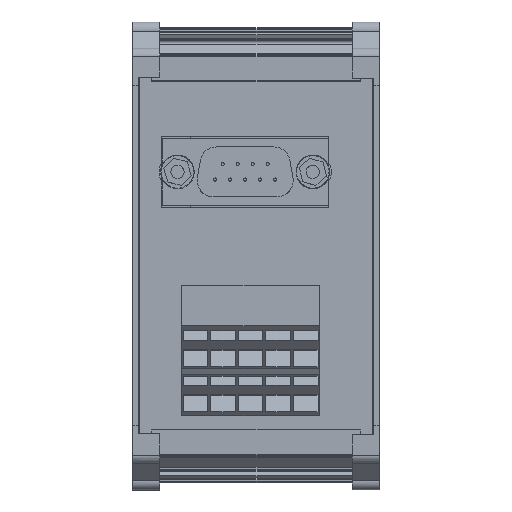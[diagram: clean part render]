
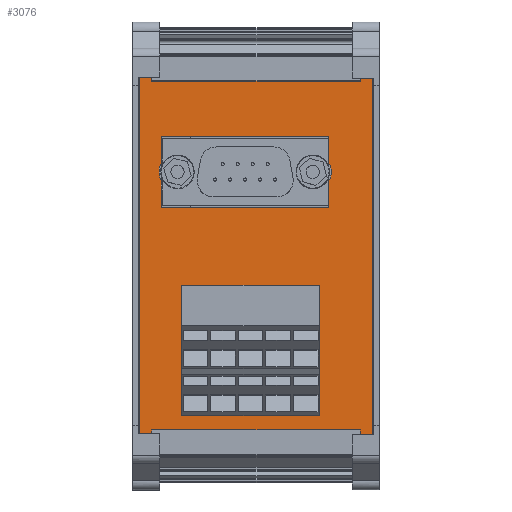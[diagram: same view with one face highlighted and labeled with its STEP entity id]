
A CAD part, top view. The second image highlights one B-rep face of the part: STEP entity #3076.
In plain terms, the highlighted planar face has unit normal (0, 0, 1).
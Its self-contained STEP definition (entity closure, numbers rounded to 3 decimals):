
#2900=AXIS2_PLACEMENT_3D('Plane Axis2P3D',#2897,#2898,#2899) ;
#2723=CARTESIAN_POINT('Vertex',(1.25,10.4,37.052)) ;
#2726=CARTESIAN_POINT('Line Origine',(1.25,43.3,37.052)) ;
#2730=CARTESIAN_POINT('Vertex',(1.25,76.2,37.052)) ;
#2785=CARTESIAN_POINT('Vertex',(42.,9.4,37.052)) ;
#2788=CARTESIAN_POINT('Line Origine',(22.75,9.4,37.052)) ;
#2792=CARTESIAN_POINT('Vertex',(3.5,9.4,37.052)) ;
#2833=CARTESIAN_POINT('Vertex',(44.25,76.,37.052)) ;
#2836=CARTESIAN_POINT('Line Origine',(44.25,43.1,37.052)) ;
#2840=CARTESIAN_POINT('Vertex',(44.25,10.2,37.052)) ;
#2872=CARTESIAN_POINT('Vertex',(3.5,77.2,37.052)) ;
#2875=CARTESIAN_POINT('Line Origine',(22.75,77.2,37.052)) ;
#2879=CARTESIAN_POINT('Vertex',(42.,77.2,37.052)) ;
#2897=CARTESIAN_POINT('Axis2P3D Location',(1.25,9.4,37.052)) ;
#2902=CARTESIAN_POINT('Line Origine',(3.5,76.7,37.052)) ;
#2906=CARTESIAN_POINT('Vertex',(3.5,76.2,37.052)) ;
#2909=CARTESIAN_POINT('Line Origine',(2.375,76.2,37.052)) ;
#2914=CARTESIAN_POINT('Line Origine',(2.375,10.4,37.052)) ;
#2918=CARTESIAN_POINT('Vertex',(3.5,10.4,37.052)) ;
#2921=CARTESIAN_POINT('Line Origine',(3.5,9.9,37.052)) ;
#2926=CARTESIAN_POINT('Line Origine',(42.,9.8,37.052)) ;
#2930=CARTESIAN_POINT('Vertex',(42.,10.2,37.052)) ;
#2933=CARTESIAN_POINT('Line Origine',(43.125,10.2,37.052)) ;
#2938=CARTESIAN_POINT('Line Origine',(43.125,76.,37.052)) ;
#2942=CARTESIAN_POINT('Vertex',(42.,76.,37.052)) ;
#2945=CARTESIAN_POINT('Line Origine',(42.,76.6,37.052)) ;
#2964=CARTESIAN_POINT('Line Origine',(21.74,15.17,37.052)) ;
#2968=CARTESIAN_POINT('Vertex',(34.44,15.17,37.052)) ;
#2970=CARTESIAN_POINT('Vertex',(9.04,15.17,37.052)) ;
#2973=CARTESIAN_POINT('Line Origine',(9.04,26.47,37.052)) ;
#2977=CARTESIAN_POINT('Vertex',(9.04,37.77,37.052)) ;
#2980=CARTESIAN_POINT('Line Origine',(21.74,37.77,37.052)) ;
#2984=CARTESIAN_POINT('Vertex',(34.44,37.77,37.052)) ;
#2987=CARTESIAN_POINT('Line Origine',(34.44,26.47,37.052)) ;
#2998=CARTESIAN_POINT('Line Origine',(36.195,62.768,37.052)) ;
#3002=CARTESIAN_POINT('Vertex',(36.195,60.336,37.052)) ;
#3004=CARTESIAN_POINT('Vertex',(36.195,65.2,37.052)) ;
#3008=CARTESIAN_POINT('Control Point',(36.195,60.336,37.052)) ;
#3009=CARTESIAN_POINT('Control Point',(36.374,60.035,37.052)) ;
#3010=CARTESIAN_POINT('Control Point',(36.512,59.709,37.052)) ;
#3011=CARTESIAN_POINT('Control Point',(36.605,59.366,37.052)) ;
#3012=CARTESIAN_POINT('Control Point',(36.691,58.678,37.052)) ;
#3013=CARTESIAN_POINT('Control Point',(36.593,57.992,37.052)) ;
#3014=CARTESIAN_POINT('Control Point',(36.501,57.665,37.052)) ;
#3015=CARTESIAN_POINT('Control Point',(36.367,57.353,37.052)) ;
#3016=CARTESIAN_POINT('Control Point',(36.195,57.064,37.052)) ;
#3017=CARTESIAN_POINT('Vertex',(36.195,57.064,37.052)) ;
#3020=CARTESIAN_POINT('Line Origine',(36.195,54.632,37.052)) ;
#3024=CARTESIAN_POINT('Vertex',(36.195,52.2,37.052)) ;
#3027=CARTESIAN_POINT('Line Origine',(20.745,52.2,37.052)) ;
#3031=CARTESIAN_POINT('Vertex',(5.295,52.2,37.052)) ;
#3034=CARTESIAN_POINT('Line Origine',(5.295,54.632,37.052)) ;
#3038=CARTESIAN_POINT('Vertex',(5.295,57.064,37.052)) ;
#3042=CARTESIAN_POINT('Control Point',(5.295,57.064,37.052)) ;
#3043=CARTESIAN_POINT('Control Point',(5.116,57.365,37.052)) ;
#3044=CARTESIAN_POINT('Control Point',(4.978,57.691,37.052)) ;
#3045=CARTESIAN_POINT('Control Point',(4.885,58.034,37.052)) ;
#3046=CARTESIAN_POINT('Control Point',(4.799,58.722,37.052)) ;
#3047=CARTESIAN_POINT('Control Point',(4.897,59.408,37.052)) ;
#3048=CARTESIAN_POINT('Control Point',(4.989,59.735,37.052)) ;
#3049=CARTESIAN_POINT('Control Point',(5.123,60.047,37.052)) ;
#3050=CARTESIAN_POINT('Control Point',(5.295,60.336,37.052)) ;
#3051=CARTESIAN_POINT('Vertex',(5.295,60.336,37.052)) ;
#3054=CARTESIAN_POINT('Line Origine',(5.295,62.768,37.052)) ;
#3058=CARTESIAN_POINT('Vertex',(5.295,65.2,37.052)) ;
#3061=CARTESIAN_POINT('Line Origine',(20.745,65.2,37.052)) ;
#2727=DIRECTION('Vector Direction',(0.,-1.,0.)) ;
#2789=DIRECTION('Vector Direction',(1.,0.,0.)) ;
#2837=DIRECTION('Vector Direction',(0.,1.,0.)) ;
#2876=DIRECTION('Vector Direction',(-1.,0.,0.)) ;
#2898=DIRECTION('Axis2P3D Direction',(0.,0.,1.)) ;
#2899=DIRECTION('Axis2P3D XDirection',(0.,-1.,0.)) ;
#2903=DIRECTION('Vector Direction',(0.,1.,0.)) ;
#2910=DIRECTION('Vector Direction',(1.,0.,0.)) ;
#2915=DIRECTION('Vector Direction',(-1.,0.,0.)) ;
#2922=DIRECTION('Vector Direction',(0.,1.,0.)) ;
#2927=DIRECTION('Vector Direction',(0.,-1.,0.)) ;
#2934=DIRECTION('Vector Direction',(-1.,0.,0.)) ;
#2939=DIRECTION('Vector Direction',(1.,0.,0.)) ;
#2946=DIRECTION('Vector Direction',(0.,-1.,0.)) ;
#2965=DIRECTION('Vector Direction',(-1.,0.,0.)) ;
#2974=DIRECTION('Vector Direction',(0.,-1.,0.)) ;
#2981=DIRECTION('Vector Direction',(-1.,0.,0.)) ;
#2988=DIRECTION('Vector Direction',(0.,-1.,0.)) ;
#2999=DIRECTION('Vector Direction',(0.,1.,0.)) ;
#3021=DIRECTION('Vector Direction',(0.,1.,0.)) ;
#3028=DIRECTION('Vector Direction',(1.,0.,0.)) ;
#3035=DIRECTION('Vector Direction',(0.,-1.,0.)) ;
#3055=DIRECTION('Vector Direction',(0.,-1.,0.)) ;
#3062=DIRECTION('Vector Direction',(-1.,0.,0.)) ;
#2728=VECTOR('Line Direction',#2727,1.) ;
#2790=VECTOR('Line Direction',#2789,1.) ;
#2838=VECTOR('Line Direction',#2837,1.) ;
#2877=VECTOR('Line Direction',#2876,1.) ;
#2904=VECTOR('Line Direction',#2903,1.) ;
#2911=VECTOR('Line Direction',#2910,1.) ;
#2916=VECTOR('Line Direction',#2915,1.) ;
#2923=VECTOR('Line Direction',#2922,1.) ;
#2928=VECTOR('Line Direction',#2927,1.) ;
#2935=VECTOR('Line Direction',#2934,1.) ;
#2940=VECTOR('Line Direction',#2939,1.) ;
#2947=VECTOR('Line Direction',#2946,1.) ;
#2966=VECTOR('Line Direction',#2965,1.) ;
#2975=VECTOR('Line Direction',#2974,1.) ;
#2982=VECTOR('Line Direction',#2981,1.) ;
#2989=VECTOR('Line Direction',#2988,1.) ;
#3000=VECTOR('Line Direction',#2999,1.) ;
#3022=VECTOR('Line Direction',#3021,1.) ;
#3029=VECTOR('Line Direction',#3028,1.) ;
#3036=VECTOR('Line Direction',#3035,1.) ;
#3056=VECTOR('Line Direction',#3055,1.) ;
#3063=VECTOR('Line Direction',#3062,1.) ;
#2951=ORIENTED_EDGE('',*,*,#2908,.F.) ;
#2952=ORIENTED_EDGE('',*,*,#2913,.F.) ;
#2953=ORIENTED_EDGE('',*,*,#2732,.T.) ;
#2954=ORIENTED_EDGE('',*,*,#2920,.F.) ;
#2955=ORIENTED_EDGE('',*,*,#2925,.F.) ;
#2956=ORIENTED_EDGE('',*,*,#2794,.T.) ;
#2957=ORIENTED_EDGE('',*,*,#2932,.F.) ;
#2958=ORIENTED_EDGE('',*,*,#2937,.F.) ;
#2959=ORIENTED_EDGE('',*,*,#2842,.T.) ;
#2960=ORIENTED_EDGE('',*,*,#2944,.F.) ;
#2961=ORIENTED_EDGE('',*,*,#2949,.F.) ;
#2962=ORIENTED_EDGE('',*,*,#2881,.T.) ;
#2993=ORIENTED_EDGE('',*,*,#2972,.T.) ;
#2994=ORIENTED_EDGE('',*,*,#2979,.F.) ;
#2995=ORIENTED_EDGE('',*,*,#2986,.F.) ;
#2996=ORIENTED_EDGE('',*,*,#2991,.T.) ;
#3067=ORIENTED_EDGE('',*,*,#3006,.F.) ;
#3068=ORIENTED_EDGE('',*,*,#3019,.T.) ;
#3069=ORIENTED_EDGE('',*,*,#3026,.F.) ;
#3070=ORIENTED_EDGE('',*,*,#3033,.F.) ;
#3071=ORIENTED_EDGE('',*,*,#3040,.F.) ;
#3072=ORIENTED_EDGE('',*,*,#3053,.T.) ;
#3073=ORIENTED_EDGE('',*,*,#3060,.F.) ;
#3074=ORIENTED_EDGE('',*,*,#3065,.F.) ;
#2997=FACE_BOUND('',#2992,.T.) ;
#3075=FACE_BOUND('',#3066,.T.) ;
#3076=ADVANCED_FACE('NONE',(#2963,#2997,#3075),#2901,.T.) ;
#3007=B_SPLINE_CURVE_WITH_KNOTS('',5,(#3008,#3009,#3010,#3011,#3012,#3013,#3014,#3015,#3016),.UNSPECIFIED.,.F.,.U.,(6,3,6),(0.,2.479,4.858),.UNSPECIFIED.) ;
#3041=B_SPLINE_CURVE_WITH_KNOTS('',5,(#3042,#3043,#3044,#3045,#3046,#3047,#3048,#3049,#3050),.UNSPECIFIED.,.F.,.U.,(6,3,6),(0.,2.479,4.858),.UNSPECIFIED.) ;
#2732=EDGE_CURVE('',#2731,#2724,#2729,.T.) ;
#2794=EDGE_CURVE('',#2793,#2786,#2791,.T.) ;
#2842=EDGE_CURVE('',#2841,#2834,#2839,.T.) ;
#2881=EDGE_CURVE('',#2880,#2873,#2878,.T.) ;
#2908=EDGE_CURVE('',#2907,#2873,#2905,.T.) ;
#2913=EDGE_CURVE('',#2731,#2907,#2912,.T.) ;
#2920=EDGE_CURVE('',#2919,#2724,#2917,.T.) ;
#2925=EDGE_CURVE('',#2793,#2919,#2924,.T.) ;
#2932=EDGE_CURVE('',#2931,#2786,#2929,.T.) ;
#2937=EDGE_CURVE('',#2841,#2931,#2936,.T.) ;
#2944=EDGE_CURVE('',#2943,#2834,#2941,.T.) ;
#2949=EDGE_CURVE('',#2880,#2943,#2948,.T.) ;
#2972=EDGE_CURVE('',#2969,#2971,#2967,.T.) ;
#2979=EDGE_CURVE('',#2978,#2971,#2976,.T.) ;
#2986=EDGE_CURVE('',#2985,#2978,#2983,.T.) ;
#2991=EDGE_CURVE('',#2985,#2969,#2990,.T.) ;
#3006=EDGE_CURVE('',#3003,#3005,#3001,.T.) ;
#3019=EDGE_CURVE('',#3003,#3018,#3007,.T.) ;
#3026=EDGE_CURVE('',#3025,#3018,#3023,.T.) ;
#3033=EDGE_CURVE('',#3032,#3025,#3030,.T.) ;
#3040=EDGE_CURVE('',#3039,#3032,#3037,.T.) ;
#3053=EDGE_CURVE('',#3039,#3052,#3041,.T.) ;
#3060=EDGE_CURVE('',#3059,#3052,#3057,.T.) ;
#3065=EDGE_CURVE('',#3005,#3059,#3064,.T.) ;
#2950=EDGE_LOOP('',(#2951,#2952,#2953,#2954,#2955,#2956,#2957,#2958,#2959,#2960,#2961,#2962)) ;
#2992=EDGE_LOOP('',(#2993,#2994,#2995,#2996)) ;
#3066=EDGE_LOOP('',(#3067,#3068,#3069,#3070,#3071,#3072,#3073,#3074)) ;
#2963=FACE_OUTER_BOUND('',#2950,.T.) ;
#2729=LINE('Line',#2726,#2728) ;
#2791=LINE('Line',#2788,#2790) ;
#2839=LINE('Line',#2836,#2838) ;
#2878=LINE('Line',#2875,#2877) ;
#2905=LINE('Line',#2902,#2904) ;
#2912=LINE('Line',#2909,#2911) ;
#2917=LINE('Line',#2914,#2916) ;
#2924=LINE('Line',#2921,#2923) ;
#2929=LINE('Line',#2926,#2928) ;
#2936=LINE('Line',#2933,#2935) ;
#2941=LINE('Line',#2938,#2940) ;
#2948=LINE('Line',#2945,#2947) ;
#2967=LINE('Line',#2964,#2966) ;
#2976=LINE('Line',#2973,#2975) ;
#2983=LINE('Line',#2980,#2982) ;
#2990=LINE('Line',#2987,#2989) ;
#3001=LINE('Line',#2998,#3000) ;
#3023=LINE('Line',#3020,#3022) ;
#3030=LINE('Line',#3027,#3029) ;
#3037=LINE('Line',#3034,#3036) ;
#3057=LINE('Line',#3054,#3056) ;
#3064=LINE('Line',#3061,#3063) ;
#2901=PLANE('',#2900) ;
#2724=VERTEX_POINT('',#2723) ;
#2731=VERTEX_POINT('',#2730) ;
#2786=VERTEX_POINT('',#2785) ;
#2793=VERTEX_POINT('',#2792) ;
#2834=VERTEX_POINT('',#2833) ;
#2841=VERTEX_POINT('',#2840) ;
#2873=VERTEX_POINT('',#2872) ;
#2880=VERTEX_POINT('',#2879) ;
#2907=VERTEX_POINT('',#2906) ;
#2919=VERTEX_POINT('',#2918) ;
#2931=VERTEX_POINT('',#2930) ;
#2943=VERTEX_POINT('',#2942) ;
#2969=VERTEX_POINT('',#2968) ;
#2971=VERTEX_POINT('',#2970) ;
#2978=VERTEX_POINT('',#2977) ;
#2985=VERTEX_POINT('',#2984) ;
#3003=VERTEX_POINT('',#3002) ;
#3005=VERTEX_POINT('',#3004) ;
#3018=VERTEX_POINT('',#3017) ;
#3025=VERTEX_POINT('',#3024) ;
#3032=VERTEX_POINT('',#3031) ;
#3039=VERTEX_POINT('',#3038) ;
#3052=VERTEX_POINT('',#3051) ;
#3059=VERTEX_POINT('',#3058) ;
